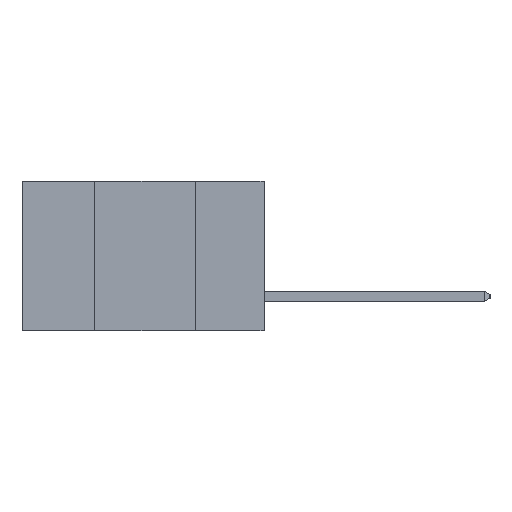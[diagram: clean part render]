
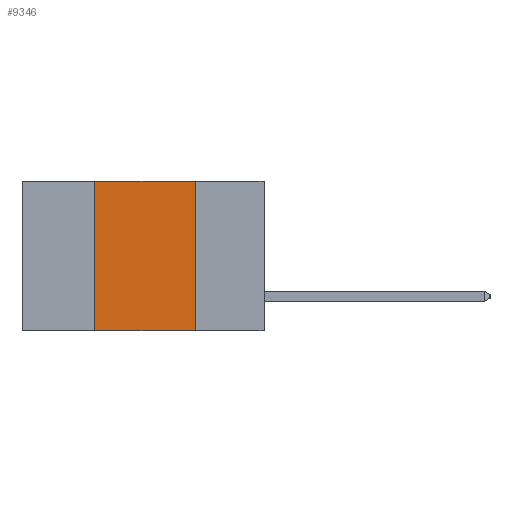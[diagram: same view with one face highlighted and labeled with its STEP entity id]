
A CAD part, left-side view. The second image highlights one B-rep face of the part: STEP entity #9346.
In plain terms, the highlighted planar face has unit normal (-1, 0, 0).
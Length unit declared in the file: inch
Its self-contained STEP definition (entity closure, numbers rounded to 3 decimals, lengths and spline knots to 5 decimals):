
#916 = VERTEX_POINT ( 'NONE', #19307 ) ;
#1343 = CARTESIAN_POINT ( 'NONE',  ( 0., 0.17, 0. ) ) ;
#1871 = DIRECTION ( 'NONE',  ( 0., -1., 0. ) ) ;
#1910 = CARTESIAN_POINT ( 'NONE',  ( 0., 0.6, 0. ) ) ;
#2218 = CARTESIAN_POINT ( 'NONE',  ( 0., 0.42, 0. ) ) ;
#2325 = VERTEX_POINT ( 'NONE', #2218 ) ;
#2807 = LINE ( 'NONE', #1910, #11298 ) ;
#3303 = EDGE_CURVE ( 'NONE', #916, #20035, #4344, .T. ) ;
#3488 = DIRECTION ( 'NONE',  ( 0., 0., -1. ) ) ;
#3508 = CARTESIAN_POINT ( 'NONE',  ( 0., 0.6, 0. ) ) ;
#3552 = PLANE ( 'NONE',  #15735 ) ;
#3650 = DIRECTION ( 'NONE',  ( 1., 0., 0. ) ) ;
#4344 = LINE ( 'NONE', #11215, #21346 ) ;
#4668 = ORIENTED_EDGE ( 'NONE', *, *, #13900, .F. ) ;
#4897 = ORIENTED_EDGE ( 'NONE', *, *, #10570, .F. ) ;
#5220 = EDGE_LOOP ( 'NONE', ( #4897, #4668, #16741, #15748 ) ) ;
#5993 = LINE ( 'NONE', #7507, #18733 ) ;
#6497 = FACE_OUTER_BOUND ( 'NONE', #5220, .T. ) ;
#7062 = DIRECTION ( 'NONE',  ( 0., 0., 1. ) ) ;
#7507 = CARTESIAN_POINT ( 'NONE',  ( 0., 0.42, -0.37 ) ) ;
#9346 = ADVANCED_FACE ( 'NONE', ( #6497 ), #3552, .F. ) ;
#9541 = VERTEX_POINT ( 'NONE', #1343 ) ;
#10570 = EDGE_CURVE ( 'NONE', #9541, #20035, #12462, .T. ) ;
#11025 = DIRECTION ( 'NONE',  ( 0., -1., 0. ) ) ;
#11215 = CARTESIAN_POINT ( 'NONE',  ( 0., 0.6, -0.37 ) ) ;
#11298 = VECTOR ( 'NONE', #1871, 39.37008 ) ;
#11961 = VECTOR ( 'NONE', #13237, 39.37008 ) ;
#12462 = LINE ( 'NONE', #13597, #11961 ) ;
#13237 = DIRECTION ( 'NONE',  ( 0., 0., -1. ) ) ;
#13597 = CARTESIAN_POINT ( 'NONE',  ( 0., 0.17, -0.37 ) ) ;
#13900 = EDGE_CURVE ( 'NONE', #2325, #9541, #2807, .T. ) ;
#14576 = EDGE_CURVE ( 'NONE', #916, #2325, #5993, .T. ) ;
#14991 = CARTESIAN_POINT ( 'NONE',  ( 0., 0.17, -0.37 ) ) ;
#15735 = AXIS2_PLACEMENT_3D ( 'NONE', #3508, #3650, #3488 ) ;
#15748 = ORIENTED_EDGE ( 'NONE', *, *, #3303, .T. ) ;
#16741 = ORIENTED_EDGE ( 'NONE', *, *, #14576, .F. ) ;
#18733 = VECTOR ( 'NONE', #7062, 39.37008 ) ;
#19307 = CARTESIAN_POINT ( 'NONE',  ( 0., 0.42, -0.37 ) ) ;
#20035 = VERTEX_POINT ( 'NONE', #14991 ) ;
#21346 = VECTOR ( 'NONE', #11025, 39.37008 ) ;
